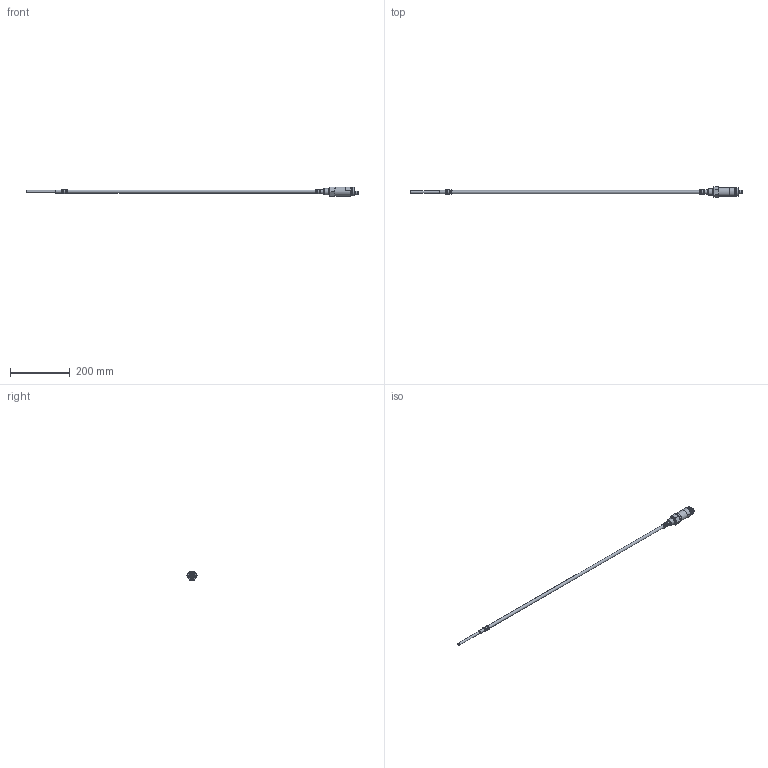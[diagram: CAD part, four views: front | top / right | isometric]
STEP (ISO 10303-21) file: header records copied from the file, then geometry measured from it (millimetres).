
FILE_DESCRIPTION(/* description */ ('Unknown'),/* implementation_level */ '2;1');
FILE_NAME(/* name */ '_DKE-S1000-300R',/* time_stamp */ '2021-04-27T15:23:59+05:00',/* author */ ('Unknown'),/* organization */ ('Unknown'),/* preprocessor_version */ 'ST-DEVELOPER v16.7',/* originating_system */ 'Solid Edge',/* authorisation */ 'Unknown');
FILE_SCHEMA (('AUTOMOTIVE_DESIGN {1 0 10303 214 3 1 1}'));
Length unit declared in the file: millimetre
Products named in the file (31): 10.087.000 ﾄﾊﾅ-ﾑ(200-1000)-300ﾐ; À0.178 Êîðïóñ; 10.071.100 ñáîðêà êðûøêè ñ ïåðåõ; 扻錪犩 009-012-19-2-2; Á0.125 Êðûøêà; À3.005 Ïåðåõîäíèê; Òðóáêà ÏÂÕ ÒÂ-40-1,5; Êîëüöî 1,50õ1,0 (001,5-003,5-1,0); Êîëüöî 20,0õ1,0 (äëÿ äèàìåòðà 30); Ýòèêåòêà 38õ19 äëÿ ÄÊÅ; ﾎ0.008 ﾋ竟鈞 褪鮏韶萵; L-34ID êðàñíûé íîæêè 6 ìì; Òðóáêà òåðìîóñàäî÷íàÿ  1,6; 项漶蝠铄黜 疱玷耱铕 T93YA; 10.348.000 Ñáîðêà ïëàòû; 10.086.100 Ñáîðêà ÷óâñòâèòåëüíîãî ýëåìåíòà; Ê1.056 Ãàéêà; ×0.016 ×óâñòâèòåëüíûé ýëåìåíò; Screw_GOST_17473_80_1B_M4x6_v10.50; Òðóáêà ôòîðîïëàñòîâàÿ ÄË; Â0.095 Âòóëêà îáæèìíàÿ; Â0.094 Âòóëêà; Ä0.027 Ïëàòîäåðæàòåëü; Screw_GOST_17473_80_1B_M3x8_v10.50; 10.010.100; Êîðïóñ âèëêè äëÿ 10.010.100; Ý0.001 (äëÿ ñáîðêè); Ëåïåñòîê 1-3-3,2õ12-05 ÃÎÑÒ 22376-77 ïîä 90 ãðàä; Ê0.009 Óäëèíèòåëü ðåãóëèðîâî÷íîãî ðåçèñòîðà; Washer_GOST_11371_78_A1_4.0_v10.50; 扻錪犩 025-028-19-2-2
Assembly tree (40 placements, depth 3):
  10.087.000 ﾄﾊﾅ-ﾑ(200-1000)-300ﾐ
    À0.178 Êîðïóñ
    10.071.100 ñáîðêà êðûøêè ñ ïåðåõ
      扻錪犩 009-012-19-2-2
      Á0.125 Êðûøêà
      À3.005 Ïåðåõîäíèê
    Òðóáêà ÏÂÕ ÒÂ-40-1,5  x4
    Êîëüöî 1,50õ1,0 (001,5-003,5-1,0)
    Êîëüöî 20,0õ1,0 (äëÿ äèàìåòðà 30)
    Ýòèêåòêà 38õ19 äëÿ ÄÊÅ
    ﾎ0.008 ﾋ竟鈞 褪鮏韶萵
    L-34ID êðàñíûé íîæêè 6 ìì
    Òðóáêà òåðìîóñàäî÷íàÿ  1,6  x5
    项漶蝠铄黜 疱玷耱铕 T93YA
    10.348.000 Ñáîðêà ïëàòû
    10.086.100 Ñáîðêà ÷óâñòâèòåëüíîãî ýëåìåíòà
      Ê1.056 Ãàéêà
      ×0.016 ×óâñòâèòåëüíûé ýëåìåíò
      Screw_GOST_17473_80_1B_M4x6_v10.50
      Òðóáêà ôòîðîïëàñòîâàÿ ÄË
      Â0.095 Âòóëêà îáæèìíàÿ
      Â0.094 Âòóëêà
      Ä0.027 Ïëàòîäåðæàòåëü
    Screw_GOST_17473_80_1B_M3x8_v10.50
    10.010.100
      Êîðïóñ âèëêè äëÿ 10.010.100
      Ý0.001 (äëÿ ñáîðêè)  x4
    Ëåïåñòîê 1-3-3,2õ12-05 ÃÎÑÒ 22376-77 ïîä 90 ãðàä
    Ê0.009 Óäëèíèòåëü ðåãóëèðîâî÷íîãî ðåçèñòîðà
    Washer_GOST_11371_78_A1_4.0_v10.50
    扻錪犩 025-028-19-2-2
Bounding box: 1114.8 x 34.64 x 32.81 mm (x, y, z)
Volume: 124268.8 mm3; surface area: 117724.4 mm2
Topology: 37 solids, 37 shells, 604 faces, 1244 edges, 797 vertices
Faces by surface type: plane 295, cylinder 183, cone 72, torus 48, sphere 6
Full cylindrical faces by diameter (mm): 0.5 x4, 0.8 x6, 1 x29, 1.2 x4, 1.385 x2, 1.4 x17, 1.416 x1, 1.5 x4, 2 x5, 2.15 x1, 2.2 x1, 2.3 x4, 2.459 x2, 2.5 x2, 3 x3, 3.1 x1, 3.2 x1, 3.242 x1, 3.5 x2, 3.55 x2, 4 x2, 4.3 x3, 4.9 x1, 5.5 x1, 6.6 x1, 6.917 x1, 7 x1, 7.5 x1, 8 x5, 8.2 x1
Entity records: 15259 total; most frequent: DIRECTION 2303, CARTESIAN_POINT 2083, ORIENTED_EDGE 1574, AXIS2_PLACEMENT_3D 988, FACE_BOUND 886, EDGE_LOOP 881, EDGE_CURVE 787, VERTEX_POINT 637
